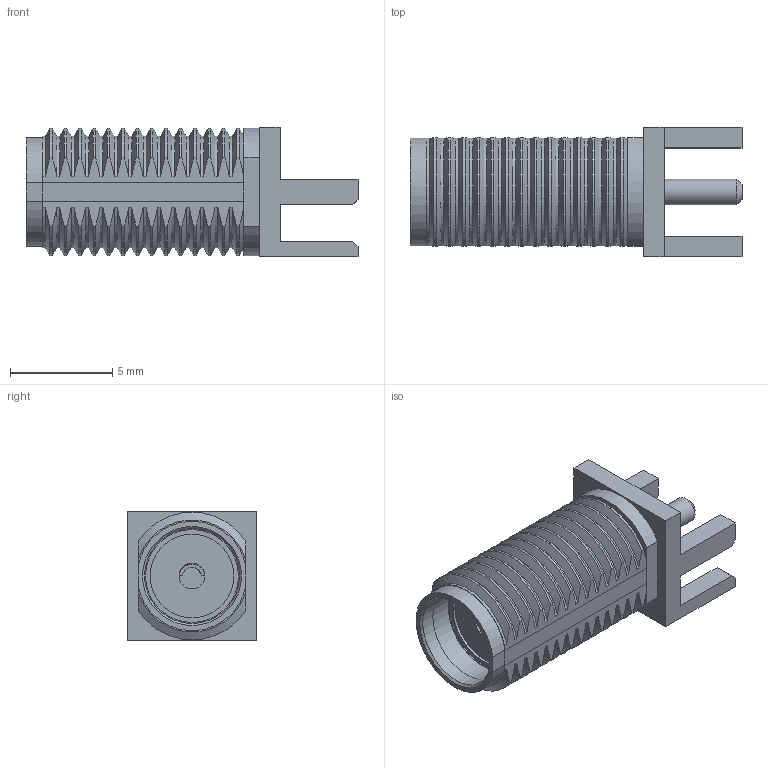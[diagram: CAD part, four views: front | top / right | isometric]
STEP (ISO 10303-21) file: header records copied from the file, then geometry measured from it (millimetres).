
FILE_DESCRIPTION(/* description */ (''),/* implementation_level */ '2;1');
FILE_NAME(/* name */ 'MOLEX_73251-2121_Part1.stp',/* time_stamp */ '2016-11-01T11:47:26+01:00',/* author */ ('jchouvet'),/* organization */ ('SolidWorks'),/* preprocessor_version */ 'ST-DEVELOPER v16.1',/* originating_system */ 'AutoCAD Mechanical',/* authorisation */ ' ');
FILE_SCHEMA (('AUTOMOTIVE_DESIGN { 1 0 10303 214 3 1 1 }'));
Length unit declared in the file: millimetre
Products named in the file (1): Product
Bounding box: 16.26 x 6.35 x 6.35 mm (x, y, z)
Volume: 373.9 mm3; surface area: 1438.7 mm2
Topology: 9 solids, 9 shells, 181 faces, 479 edges, 319 vertices
Faces by surface type: cylinder 70, cone 58, plane 49, bspline 4
Full cylindrical faces by diameter (mm): 1.27 x2, 2.54 x2, 4.102 x2, 4.547 x1, 4.648 x2, 4.653 x1
Entity records: 5571 total; most frequent: CARTESIAN_POINT 1286, ORIENTED_EDGE 932, DIRECTION 854, EDGE_CURVE 466, AXIS2_PLACEMENT_3D 326, VERTEX_POINT 318, LINE 202, VECTOR 202
